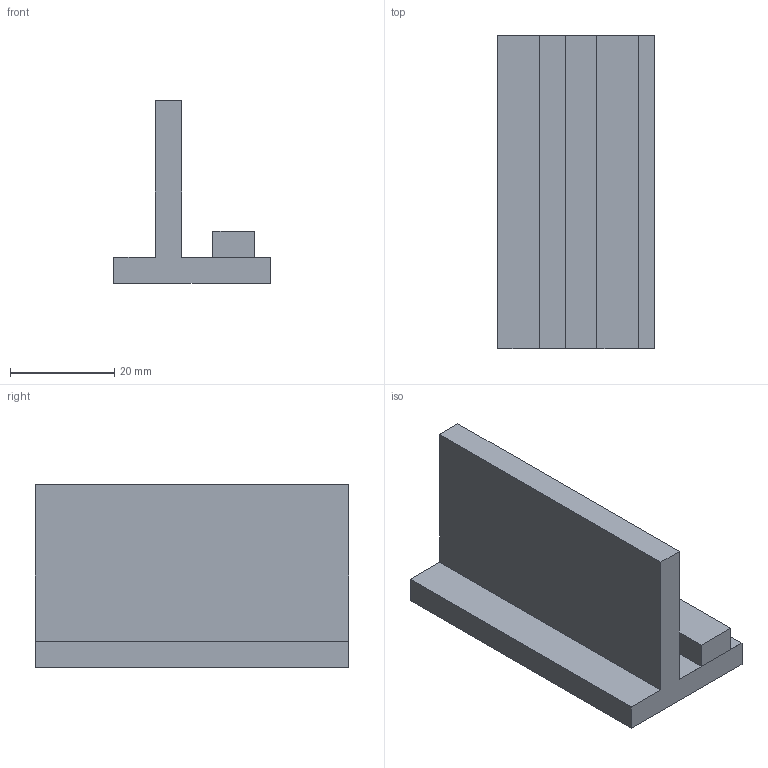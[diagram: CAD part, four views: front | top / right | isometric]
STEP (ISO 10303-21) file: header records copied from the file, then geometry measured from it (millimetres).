
FILE_DESCRIPTION(/* description */ (''),/* implementation_level */ '2;1');
FILE_NAME(/* name */ 'ParametricTest.step',/* time_stamp */ '2025-04-27T16:39:58-05:00',/* author */ (''),/* organization */ (''),/* preprocessor_version */ 'ST-DEVELOPER v20.1',/* originating_system */ 'Autodesk Translation Framework v14.4.0.0',/* authorisation */ '');
FILE_SCHEMA (('AUTOMOTIVE_DESIGN { 1 0 10303 214 3 1 1 }'));
Length unit declared in the file: millimetre
Products named in the file (8): ParametricTest; MainBody; SmallBody; Patch1; Patch2; Side; Side (1); OffsetFace
Assembly tree (7 placements, depth 2):
  ParametricTest
    MainBody
    SmallBody
    Patch1
    Patch2
    Side
    Side (1)
    OffsetFace
Bounding box: 30 x 60 x 35 mm (x, y, z)
Volume: 20400 mm3; surface area: 11960 mm2
Topology: 2 solids, 8 shells, 24 faces, 70 edges, 56 vertices
Faces by surface type: plane 24
Entity records: 1050 total; most frequent: CARTESIAN_POINT 165, DIRECTION 148, ORIENTED_EDGE 112, LINE 70, VECTOR 70, EDGE_CURVE 70, VERTEX_POINT 56, AXIS2_PLACEMENT_3D 39
